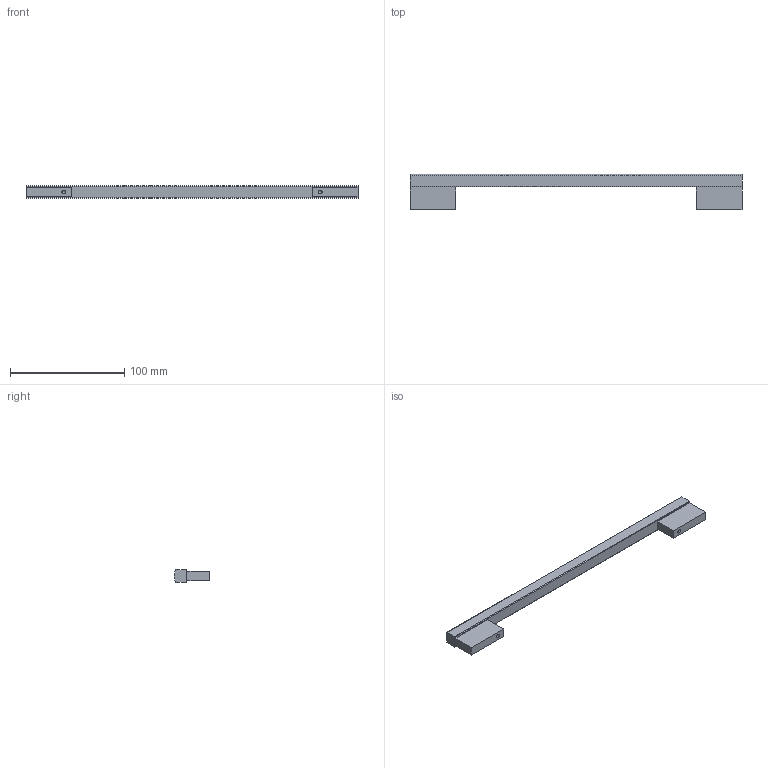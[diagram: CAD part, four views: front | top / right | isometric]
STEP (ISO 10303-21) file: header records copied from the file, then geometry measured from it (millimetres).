
FILE_DESCRIPTION (( 'STEP AP214' ), '1' );
FILE_NAME ('F001579,F001582_3D.step', '2022-07-07T08:12:31', ( '' ), ( '' ), 'SwSTEP 2.0', 'SolidWorks 2020', '' );
FILE_SCHEMA (( 'AUTOMOTIVE_DESIGN' ));
Length unit declared in the file: millimetre
Products named in the file (1): F001579,F001582_3D
Bounding box: 290 x 31 x 11 mm (x, y, z)
Volume: 46648.1 mm3; surface area: 17607.5 mm2
Topology: 3 solids, 3 shells, 30 faces, 68 edges, 42 vertices
Faces by surface type: plane 17, cylinder 9, cone 4
Entity records: 906 total; most frequent: DIRECTION 144, CARTESIAN_POINT 137, ORIENTED_EDGE 128, EDGE_CURVE 64, AXIS2_PLACEMENT_3D 49, LINE 46, VECTOR 46, VERTEX_POINT 42
